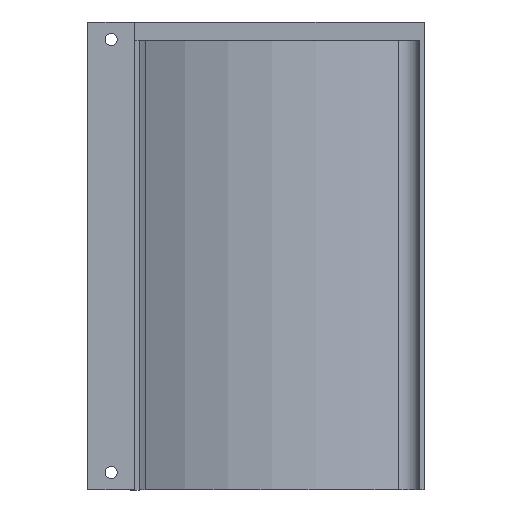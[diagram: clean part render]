
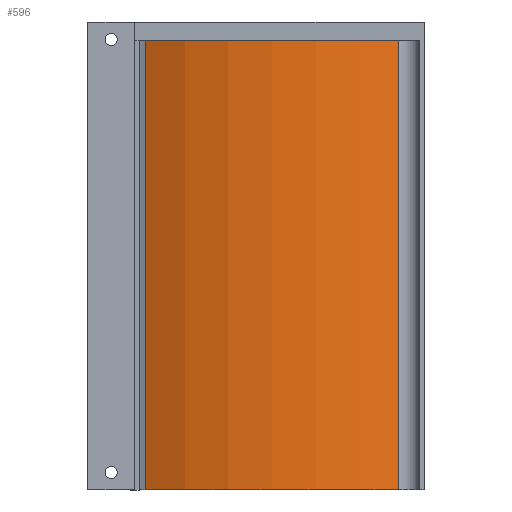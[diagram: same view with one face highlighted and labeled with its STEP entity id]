
A CAD part, front view. The second image highlights one B-rep face of the part: STEP entity #596.
In plain terms, the highlighted cylindrical face has radius 109.997 mm (diameter 219.994 mm), a partial arc.
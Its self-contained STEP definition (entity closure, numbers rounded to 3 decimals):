
#61=FACE_OUTER_BOUND('',#96,.T.);
#96=EDGE_LOOP('',(#501,#502,#503,#504));
#156=LINE('',#1016,#213);
#157=LINE('',#1018,#214);
#213=VECTOR('',#805,10.);
#214=VECTOR('',#808,10.);
#241=CIRCLE('',#648,109.997);
#246=CIRCLE('',#655,109.997);
#287=VERTEX_POINT('',#960);
#288=VERTEX_POINT('',#962);
#300=VERTEX_POINT('',#991);
#301=VERTEX_POINT('',#993);
#352=EDGE_CURVE('',#287,#288,#241,.T.);
#368=EDGE_CURVE('',#301,#300,#246,.T.);
#380=EDGE_CURVE('',#301,#287,#156,.T.);
#381=EDGE_CURVE('',#300,#288,#157,.T.);
#501=ORIENTED_EDGE('',*,*,#380,.F.);
#502=ORIENTED_EDGE('',*,*,#368,.T.);
#503=ORIENTED_EDGE('',*,*,#381,.T.);
#504=ORIENTED_EDGE('',*,*,#352,.F.);
#573=CYLINDRICAL_SURFACE('',#663,109.997);
#596=ADVANCED_FACE('',(#61),#573,.T.);
#648=AXIS2_PLACEMENT_3D('',#963,#754,#755);
#655=AXIS2_PLACEMENT_3D('',#994,#779,#780);
#663=AXIS2_PLACEMENT_3D('',#1017,#806,#807);
#754=DIRECTION('center_axis',(0.,0.,-1.));
#755=DIRECTION('ref_axis',(-0.48,-0.877,0.));
#779=DIRECTION('center_axis',(0.,0.,-1.));
#780=DIRECTION('ref_axis',(-0.48,-0.877,0.));
#805=DIRECTION('',(0.,0.,-1.));
#806=DIRECTION('center_axis',(0.,0.,-1.));
#807=DIRECTION('ref_axis',(-0.48,-0.877,0.));
#808=DIRECTION('',(0.,0.,-1.));
#960=CARTESIAN_POINT('',(162.974,-20.417,0.));
#962=CARTESIAN_POINT('',(54.684,-21.92,0.));
#963=CARTESIAN_POINT('Origin',(107.5,74.567,0.));
#991=CARTESIAN_POINT('',(54.684,-21.92,192.));
#993=CARTESIAN_POINT('',(162.974,-20.417,192.));
#994=CARTESIAN_POINT('Origin',(107.5,74.567,192.));
#1016=CARTESIAN_POINT('',(162.974,-20.417,200.));
#1017=CARTESIAN_POINT('Origin',(107.5,74.567,200.));
#1018=CARTESIAN_POINT('',(54.684,-21.92,200.));
